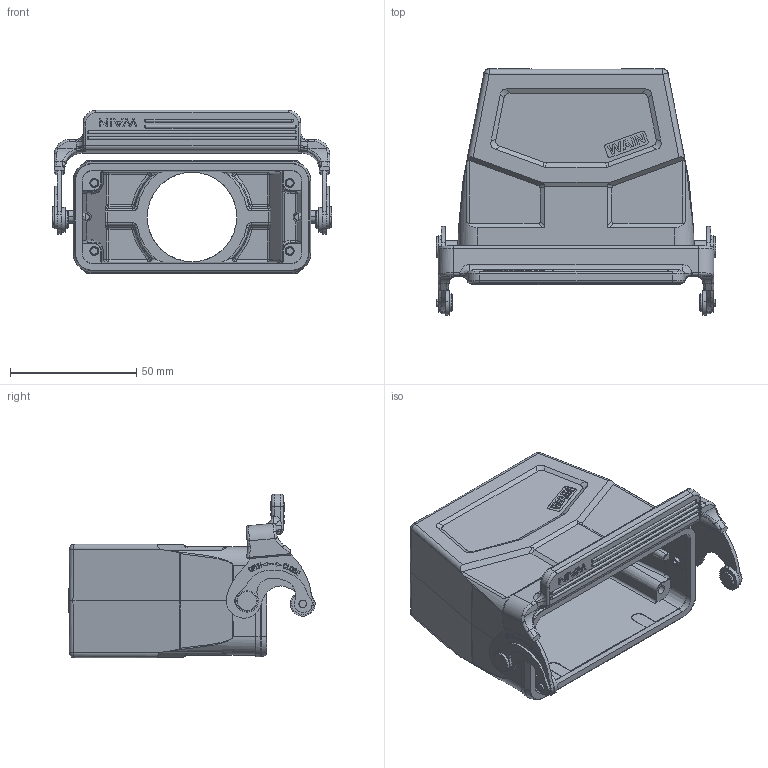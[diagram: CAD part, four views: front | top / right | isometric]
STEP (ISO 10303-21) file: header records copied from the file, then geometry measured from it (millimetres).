
FILE_DESCRIPTION((''),'2;1');
FILE_NAME('W16B-BEH','2017-10-11T',('sy.ji'),(''),'PRO/ENGINEER BY PARAMETRIC TECHNOLOGY CORPORATION, 2014310','PRO/ENGINEER BY PARAMETRIC TECHNOLOGY CORPORATION, 2014310','');
FILE_SCHEMA(('CONFIG_CONTROL_DESIGN'));
Products named in the file (1): W16B-BEH
Bounding box: 110.7 x 97.57 x 64.78 mm (x, y, z)
Volume: 94423.2 mm3; surface area: 55025.9 mm2
Topology: 1 solids, 26 shells, 1426 faces, 3885 edges, 2547 vertices
Faces by surface type: plane 620, cylinder 312, extrusion 270, bspline 92, torus 48, cone 46, sphere 38
Entity records: 54876 total; most frequent: CARTESIAN_POINT 16904, ORIENTED_EDGE 7628, DIRECTION 6106, EDGE_CURVE 3841, VERTEX_POINT 2547, VECTOR 2332, LINE 2062, AXIS2_PLACEMENT_3D 1887
